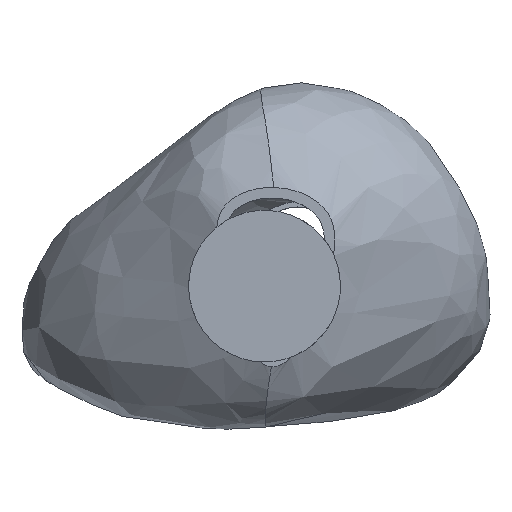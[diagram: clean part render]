
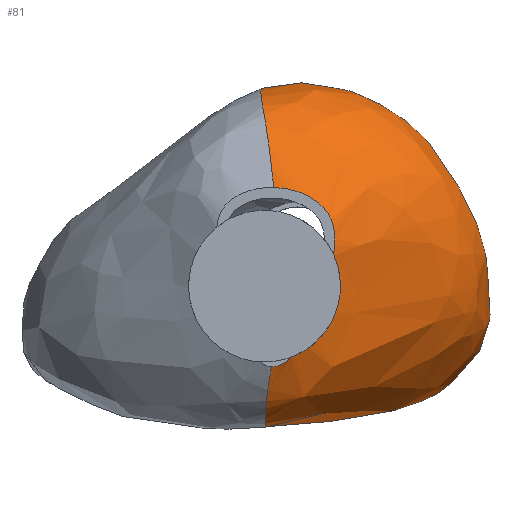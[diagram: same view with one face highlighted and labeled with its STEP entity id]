
A CAD part, top view. The second image highlights one B-rep face of the part: STEP entity #81.
In plain terms, the highlighted free-form (B-spline) face has degree [3, 3] with [10, 8] control points.
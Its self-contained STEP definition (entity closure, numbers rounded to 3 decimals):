
#15=B_SPLINE_CURVE_WITH_KNOTS('',3,(#2232,#2233,#2234,#2235,#2236,#2237,
#2238,#2239,#2240,#2241),.UNSPECIFIED.,.F.,.F.,(4,1,1,1,1,1,1,4),(4.326,
5.97,8.779,11.588,14.397,17.206,
20.015,22.676),.UNSPECIFIED.);
#16=B_SPLINE_CURVE_WITH_KNOTS('',3,(#2242,#2243,#2244,#2245,#2246,#2247,
#2248,#2249,#2250,#2251),.UNSPECIFIED.,.F.,.F.,(4,1,1,1,1,1,1,4),(4.326,
5.97,8.779,11.588,14.397,17.206,
20.015,22.676),.UNSPECIFIED.);
#17=B_SPLINE_CURVE_WITH_KNOTS('',3,(#2252,#2253,#2254,#2255,#2256,#2257,
#2258,#2259),.UNSPECIFIED.,.F.,.F.,(4,1,1,1,1,4),(-10.,-8.,-6.,-4.,-2.,
0.),.UNSPECIFIED.);
#18=B_SPLINE_CURVE_WITH_KNOTS('',3,(#2260,#2261,#2262,#2263,#2264,#2265,
#2266,#2267),.UNSPECIFIED.,.F.,.F.,(4,1,1,1,1,4),(-10.,-8.,-6.,-4.,-2.,
0.),.UNSPECIFIED.);
#33=B_SPLINE_SURFACE_WITH_KNOTS('',3,3,((#409,#410,#411,#412,#413,#414,
#415,#416),(#417,#418,#419,#420,#421,#422,#423,#424),(#425,#426,#427,#428,
#429,#430,#431,#432),(#433,#434,#435,#436,#437,#438,#439,#440),(#441,#442,
#443,#444,#445,#446,#447,#448),(#449,#450,#451,#452,#453,#454,#455,#456),
(#457,#458,#459,#460,#461,#462,#463,#464),(#465,#466,#467,#468,#469,#470,
#471,#472),(#473,#474,#475,#476,#477,#478,#479,#480),(#481,#482,#483,#484,
#485,#486,#487,#488)),.UNSPECIFIED.,.F.,.F.,.F.,(4,1,1,1,1,1,1,4),(4,1,
1,1,1,4),(3.16,5.97,8.779,11.588,
14.397,17.206,20.015,22.824),(-10.,
-8.,-6.,-4.,-2.,0.),.UNSPECIFIED.);
#81=ADVANCED_FACE('',(#98),#33,.T.);
#98=FACE_OUTER_BOUND('',#115,.T.);
#115=EDGE_LOOP('',(#145,#146,#147,#148));
#145=ORIENTED_EDGE('',*,*,#190,.T.);
#146=ORIENTED_EDGE('',*,*,#192,.T.);
#147=ORIENTED_EDGE('',*,*,#189,.F.);
#148=ORIENTED_EDGE('',*,*,#191,.F.);
#189=EDGE_CURVE('',#223,#221,#15,.T.);
#190=EDGE_CURVE('',#222,#220,#16,.T.);
#191=EDGE_CURVE('',#222,#223,#17,.T.);
#192=EDGE_CURVE('',#220,#221,#18,.T.);
#220=VERTEX_POINT('',#2220);
#221=VERTEX_POINT('',#2221);
#222=VERTEX_POINT('',#2222);
#223=VERTEX_POINT('',#2223);
#409=CARTESIAN_POINT('',(27.173,53.919,-17.114));
#410=CARTESIAN_POINT('',(39.769,52.906,-17.114));
#411=CARTESIAN_POINT('',(63.485,32.962,-17.114));
#412=CARTESIAN_POINT('',(84.925,-2.076,-17.114));
#413=CARTESIAN_POINT('',(91.398,-48.114,-17.114));
#414=CARTESIAN_POINT('',(42.721,-58.619,-17.114));
#415=CARTESIAN_POINT('',(16.771,-56.833,-17.114));
#416=CARTESIAN_POINT('',(3.283,-56.193,-17.114));
#417=CARTESIAN_POINT('',(25.759,68.063,-4.271));
#418=CARTESIAN_POINT('',(40.724,67.941,-4.271));
#419=CARTESIAN_POINT('',(69.916,44.366,-4.271));
#420=CARTESIAN_POINT('',(92.974,2.777,-4.271));
#421=CARTESIAN_POINT('',(108.997,-53.765,-4.271));
#422=CARTESIAN_POINT('',(49.471,-66.78,-4.271));
#423=CARTESIAN_POINT('',(18.571,-63.499,-4.271));
#424=CARTESIAN_POINT('',(2.685,-62.667,-4.271));
#425=CARTESIAN_POINT('',(11.611,85.67,26.399));
#426=CARTESIAN_POINT('',(32.594,91.012,26.399));
#427=CARTESIAN_POINT('',(82.327,84.799,26.399));
#428=CARTESIAN_POINT('',(100.402,16.783,26.399));
#429=CARTESIAN_POINT('',(134.556,-49.536,26.399));
#430=CARTESIAN_POINT('',(63.48,-81.311,26.399));
#431=CARTESIAN_POINT('',(21.925,-76.67,26.399));
#432=CARTESIAN_POINT('',(1.357,-75.11,26.399));
#433=CARTESIAN_POINT('',(-2.193,113.433,73.693));
#434=CARTESIAN_POINT('',(23.056,122.517,73.693));
#435=CARTESIAN_POINT('',(84.084,116.664,73.693));
#436=CARTESIAN_POINT('',(123.635,40.429,73.693));
#437=CARTESIAN_POINT('',(166.354,-48.59,73.693));
#438=CARTESIAN_POINT('',(82.378,-90.584,73.693));
#439=CARTESIAN_POINT('',(27.245,-86.419,73.693));
#440=CARTESIAN_POINT('',(0.459,-85.061,73.693));
#441=CARTESIAN_POINT('',(-3.103,135.565,126.156));
#442=CARTESIAN_POINT('',(25.897,145.121,126.156));
#443=CARTESIAN_POINT('',(93.384,134.088,126.156));
#444=CARTESIAN_POINT('',(148.342,55.446,126.156));
#445=CARTESIAN_POINT('',(182.013,-51.774,126.156));
#446=CARTESIAN_POINT('',(96.296,-100.539,126.156));
#447=CARTESIAN_POINT('',(30.958,-94.109,126.156));
#448=CARTESIAN_POINT('',(0.115,-93.117,126.156));
#449=CARTESIAN_POINT('',(2.358,151.632,180.665));
#450=CARTESIAN_POINT('',(31.49,160.187,180.665));
#451=CARTESIAN_POINT('',(100.264,141.597,180.665));
#452=CARTESIAN_POINT('',(160.541,64.467,180.665));
#453=CARTESIAN_POINT('',(191.63,-39.804,180.665));
#454=CARTESIAN_POINT('',(102.929,-113.325,180.665));
#455=CARTESIAN_POINT('',(33.873,-102.386,180.665));
#456=CARTESIAN_POINT('',(0.11,-100.489,180.665));
#457=CARTESIAN_POINT('',(-5.016,151.148,237.614));
#458=CARTESIAN_POINT('',(23.068,159.987,237.614));
#459=CARTESIAN_POINT('',(87.07,155.356,237.614));
#460=CARTESIAN_POINT('',(158.761,88.758,237.614));
#461=CARTESIAN_POINT('',(166.234,-0.105,237.614));
#462=CARTESIAN_POINT('',(86.987,-78.445,237.614));
#463=CARTESIAN_POINT('',(31.966,-101.916,237.614));
#464=CARTESIAN_POINT('',(1.533,-108.337,237.614));
#465=CARTESIAN_POINT('',(0.796,128.819,292.426));
#466=CARTESIAN_POINT('',(20.56,126.321,292.426));
#467=CARTESIAN_POINT('',(57.165,97.63,292.426));
#468=CARTESIAN_POINT('',(94.897,46.68,292.426));
#469=CARTESIAN_POINT('',(47.923,-6.269,292.426));
#470=CARTESIAN_POINT('',(57.783,-65.647,292.426));
#471=CARTESIAN_POINT('',(20.62,-98.216,292.426));
#472=CARTESIAN_POINT('',(-0.62,-99.514,292.426));
#473=CARTESIAN_POINT('',(5.38,90.007,304.635));
#474=CARTESIAN_POINT('',(22.567,89.691,304.635));
#475=CARTESIAN_POINT('',(57.504,75.708,304.635));
#476=CARTESIAN_POINT('',(64.082,33.19,304.635));
#477=CARTESIAN_POINT('',(50.574,-4.622,304.635));
#478=CARTESIAN_POINT('',(41.603,-42.026,304.635));
#479=CARTESIAN_POINT('',(15.055,-70.539,304.635));
#480=CARTESIAN_POINT('',(3.35,-69.387,304.635));
#481=CARTESIAN_POINT('',(7.209,72.726,310.068));
#482=CARTESIAN_POINT('',(21.31,72.411,310.068));
#483=CARTESIAN_POINT('',(49.846,61.117,310.068));
#484=CARTESIAN_POINT('',(53.848,26.787,310.068));
#485=CARTESIAN_POINT('',(40.738,-3.852,310.068));
#486=CARTESIAN_POINT('',(35.793,-34.313,310.068));
#487=CARTESIAN_POINT('',(15.166,-58.286,310.068));
#488=CARTESIAN_POINT('',(5.577,-57.775,310.068));
#2220=CARTESIAN_POINT('',(6.915,75.483,309.2));
#2221=CARTESIAN_POINT('',(5.226,-59.644,309.2));
#2222=CARTESIAN_POINT('',(22.981,69.167,0.));
#2223=CARTESIAN_POINT('',(2.522,-64.036,0.));
#2232=CARTESIAN_POINT('',(2.522,-64.036,0.));
#2233=CARTESIAN_POINT('',(2.165,-67.58,8.494));
#2234=CARTESIAN_POINT('',(1.232,-76.486,32.941));
#2235=CARTESIAN_POINT('',(0.459,-85.061,73.693));
#2236=CARTESIAN_POINT('',(0.115,-93.117,126.156));
#2237=CARTESIAN_POINT('',(0.11,-100.489,180.665));
#2238=CARTESIAN_POINT('',(1.533,-108.337,237.614));
#2239=CARTESIAN_POINT('',(-0.582,-99.67,291.46));
#2240=CARTESIAN_POINT('',(3.144,-70.962,303.973));
#2241=CARTESIAN_POINT('',(5.226,-59.644,309.2));
#2242=CARTESIAN_POINT('',(22.981,69.167,0.));
#2243=CARTESIAN_POINT('',(20.1,75.409,8.494));
#2244=CARTESIAN_POINT('',(9.702,89.511,32.941));
#2245=CARTESIAN_POINT('',(-2.193,113.433,73.693));
#2246=CARTESIAN_POINT('',(-3.103,135.565,126.156));
#2247=CARTESIAN_POINT('',(2.358,151.632,180.665));
#2248=CARTESIAN_POINT('',(-5.016,151.148,237.614));
#2249=CARTESIAN_POINT('',(0.693,129.212,291.46));
#2250=CARTESIAN_POINT('',(5.138,92.042,303.973));
#2251=CARTESIAN_POINT('',(6.915,75.483,309.2));
#2252=CARTESIAN_POINT('',(22.981,69.167,0.));
#2253=CARTESIAN_POINT('',(38.755,70.029,0.));
#2254=CARTESIAN_POINT('',(71.19,50.74,0.));
#2255=CARTESIAN_POINT('',(93.16,4.955,0.));
#2256=CARTESIAN_POINT('',(111.084,-51.757,0.));
#2257=CARTESIAN_POINT('',(51.213,-68.232,0.));
#2258=CARTESIAN_POINT('',(18.961,-64.977,0.));
#2259=CARTESIAN_POINT('',(2.522,-64.036,0.));
#2260=CARTESIAN_POINT('',(6.915,75.483,309.2));
#2261=CARTESIAN_POINT('',(21.491,75.159,309.2));
#2262=CARTESIAN_POINT('',(50.996,63.401,309.2));
#2263=CARTESIAN_POINT('',(55.514,27.805,309.2));
#2264=CARTESIAN_POINT('',(42.209,-3.974,309.2));
#2265=CARTESIAN_POINT('',(36.733,-35.569,309.2));
#2266=CARTESIAN_POINT('',(15.173,-60.241,309.2));
#2267=CARTESIAN_POINT('',(5.226,-59.644,309.2));
